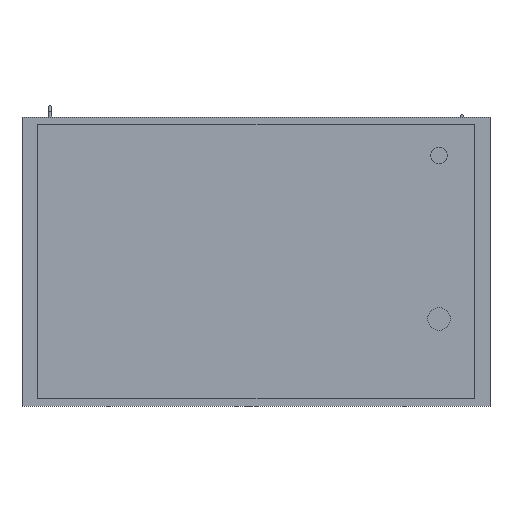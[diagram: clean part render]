
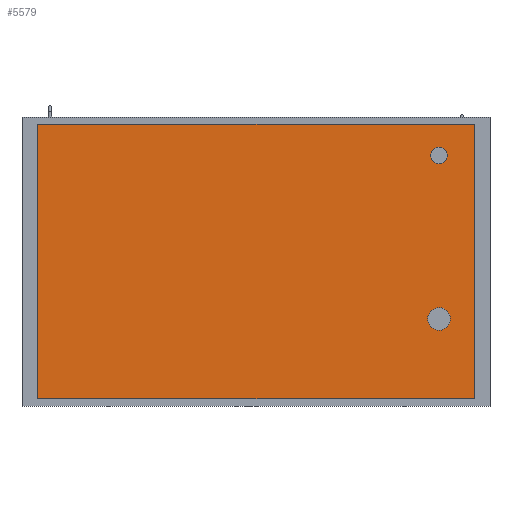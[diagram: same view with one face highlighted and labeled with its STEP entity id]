
A CAD part, front view. The second image highlights one B-rep face of the part: STEP entity #5579.
In plain terms, the highlighted planar face has unit normal (0, -1, 0).
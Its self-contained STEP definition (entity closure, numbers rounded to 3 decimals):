
#399=FACE_OUTER_BOUND('',#754,.T.);
#754=EDGE_LOOP('',(#3741,#3742,#3743,#3744));
#1129=LINE('',#8304,#1743);
#1131=LINE('',#8308,#1745);
#1132=LINE('',#8311,#1746);
#1133=LINE('',#8312,#1747);
#1743=VECTOR('',#6585,10.);
#1745=VECTOR('',#6589,10.);
#1746=VECTOR('',#6592,10.);
#1747=VECTOR('',#6593,10.);
#2347=VERTEX_POINT('',#8300);
#2348=VERTEX_POINT('',#8302);
#2349=VERTEX_POINT('',#8306);
#2350=VERTEX_POINT('',#8310);
#2903=EDGE_CURVE('',#2348,#2347,#1129,.T.);
#2905=EDGE_CURVE('',#2348,#2349,#1131,.T.);
#2906=EDGE_CURVE('',#2350,#2349,#1132,.T.);
#2907=EDGE_CURVE('',#2347,#2350,#1133,.T.);
#3741=ORIENTED_EDGE('',*,*,#2905,.T.);
#3742=ORIENTED_EDGE('',*,*,#2906,.F.);
#3743=ORIENTED_EDGE('',*,*,#2907,.F.);
#3744=ORIENTED_EDGE('',*,*,#2903,.F.);
#5310=PLANE('',#5995);
#5579=ADVANCED_FACE('',(#399),#5310,.T.);
#5995=AXIS2_PLACEMENT_3D('',#8309,#6590,#6591);
#6585=DIRECTION('',(0.,0.,1.));
#6589=DIRECTION('',(1.,0.,0.));
#6590=DIRECTION('center_axis',(0.,-1.,0.));
#6591=DIRECTION('ref_axis',(0.,0.,-1.));
#6592=DIRECTION('',(0.,0.,-1.));
#6593=DIRECTION('',(1.,0.,0.));
#8300=CARTESIAN_POINT('',(-525.,-185.,330.));
#8302=CARTESIAN_POINT('',(-525.,-185.,-330.));
#8304=CARTESIAN_POINT('',(-525.,-185.,330.));
#8306=CARTESIAN_POINT('',(525.,-185.,-330.));
#8308=CARTESIAN_POINT('',(0.,-185.,-330.));
#8309=CARTESIAN_POINT('Origin',(0.,-185.,330.));
#8310=CARTESIAN_POINT('',(525.,-185.,330.));
#8311=CARTESIAN_POINT('',(525.,-185.,330.));
#8312=CARTESIAN_POINT('',(0.,-185.,330.));
